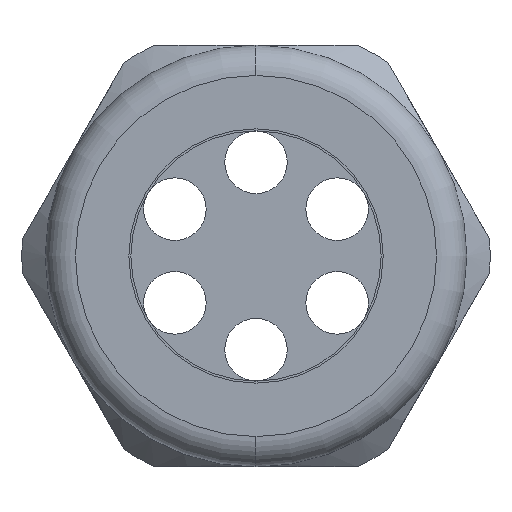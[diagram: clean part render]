
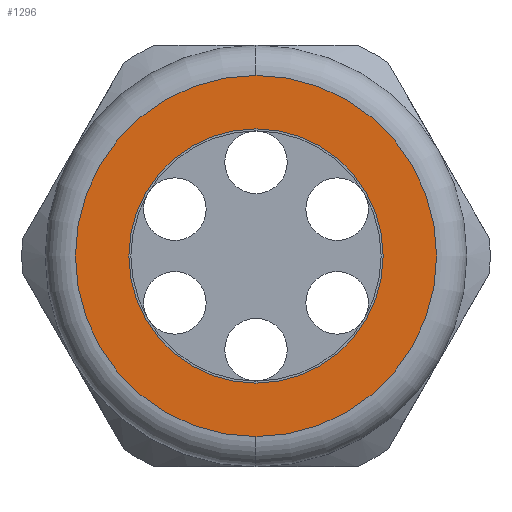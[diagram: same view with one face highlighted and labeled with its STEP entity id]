
A CAD part, left-side view. The second image highlights one B-rep face of the part: STEP entity #1296.
In plain terms, the highlighted planar face has unit normal (-1, 0, 0).
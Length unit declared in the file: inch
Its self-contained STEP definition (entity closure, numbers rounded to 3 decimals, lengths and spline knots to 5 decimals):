
#110 = VERTEX_POINT ( 'NONE', #1981 ) ;
#120 = VERTEX_POINT ( 'NONE', #1962 ) ;
#1295 = ORIENTED_EDGE ( 'NONE', *, *, #1300, .T. ) ;
#1296 = ADVANCED_FACE ( 'NONE', ( #3018, #3017 ), #3023, .T. ) ;
#1300 = EDGE_CURVE ( 'NONE', #110, #120, #3012, .T. ) ;
#1304 = EDGE_CURVE ( 'NONE', #4277, #4248, #3002, .T. ) ;
#1308 = ORIENTED_EDGE ( 'NONE', *, *, #4252, .T. ) ;
#1312 = ORIENTED_EDGE ( 'NONE', *, *, #1304, .T. ) ;
#1318 = EDGE_LOOP ( 'NONE', ( #1295, #1321 ) ) ;
#1321 = ORIENTED_EDGE ( 'NONE', *, *, #3069, .T. ) ;
#1324 = EDGE_LOOP ( 'NONE', ( #1308, #1312 ) ) ;
#1962 = CARTESIAN_POINT ( 'NONE',  ( -2.2, 0., 0.63 ) ) ;
#1981 = CARTESIAN_POINT ( 'NONE',  ( -2.2, 0., -0.63 ) ) ;
#3002 = CIRCLE ( 'NONE', #3066, 0.895 ) ;
#3008 = DIRECTION ( 'NONE',  ( 0., 0., -1. ) ) ;
#3009 = DIRECTION ( 'NONE',  ( 1., 0., 0. ) ) ;
#3010 = CARTESIAN_POINT ( 'NONE',  ( -2.2, 0., 0. ) ) ;
#3011 = AXIS2_PLACEMENT_3D ( 'NONE', #3010, #3009, #3008 ) ;
#3012 = CIRCLE ( 'NONE', #3011, 0.63 ) ;
#3013 = DIRECTION ( 'NONE',  ( 0., 0., 1. ) ) ;
#3014 = DIRECTION ( 'NONE',  ( -1., 0., 0. ) ) ;
#3015 = CARTESIAN_POINT ( 'NONE',  ( -2.2, 1.045, 0. ) ) ;
#3016 = AXIS2_PLACEMENT_3D ( 'NONE', #3015, #3014, #3013 ) ;
#3017 = FACE_BOUND ( 'NONE', #1318, .T. ) ;
#3018 = FACE_OUTER_BOUND ( 'NONE', #1324, .T. ) ;
#3023 = PLANE ( 'NONE',  #3016 ) ;
#3063 = DIRECTION ( 'NONE',  ( 0., 0., 1. ) ) ;
#3064 = DIRECTION ( 'NONE',  ( -1., 0., 0. ) ) ;
#3065 = CARTESIAN_POINT ( 'NONE',  ( -2.2, 0., 0. ) ) ;
#3066 = AXIS2_PLACEMENT_3D ( 'NONE', #3065, #3064, #3063 ) ;
#3069 = EDGE_CURVE ( 'NONE', #120, #110, #3811, .T. ) ;
#3807 = DIRECTION ( 'NONE',  ( 0., 0., -1. ) ) ;
#3808 = DIRECTION ( 'NONE',  ( 1., 0., 0. ) ) ;
#3809 = CARTESIAN_POINT ( 'NONE',  ( -2.2, 0., 0. ) ) ;
#3810 = AXIS2_PLACEMENT_3D ( 'NONE', #3809, #3808, #3807 ) ;
#3811 = CIRCLE ( 'NONE', #3810, 0.63 ) ;
#3842 = CARTESIAN_POINT ( 'NONE',  ( -2.2, 0., 0.895 ) ) ;
#3898 = CARTESIAN_POINT ( 'NONE',  ( -2.2, 0., -0.895 ) ) ;
#3900 = DIRECTION ( 'NONE',  ( 0., 0., 1. ) ) ;
#3901 = DIRECTION ( 'NONE',  ( -1., 0., 0. ) ) ;
#3902 = CARTESIAN_POINT ( 'NONE',  ( -2.2, 0., 0. ) ) ;
#3903 = AXIS2_PLACEMENT_3D ( 'NONE', #3902, #3901, #3900 ) ;
#3904 = CIRCLE ( 'NONE', #3903, 0.895 ) ;
#4248 = VERTEX_POINT ( 'NONE', #3842 ) ;
#4252 = EDGE_CURVE ( 'NONE', #4248, #4277, #3904, .T. ) ;
#4277 = VERTEX_POINT ( 'NONE', #3898 ) ;
